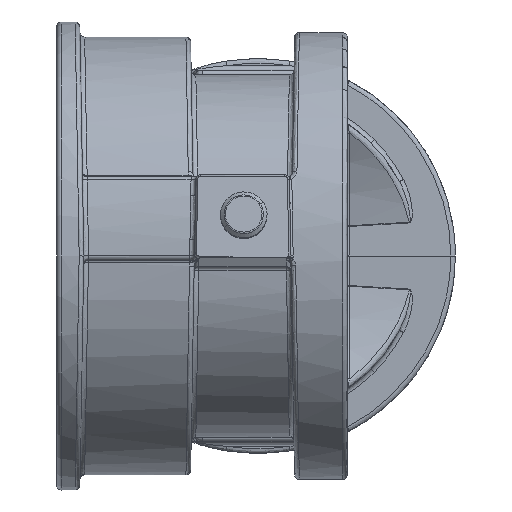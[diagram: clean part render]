
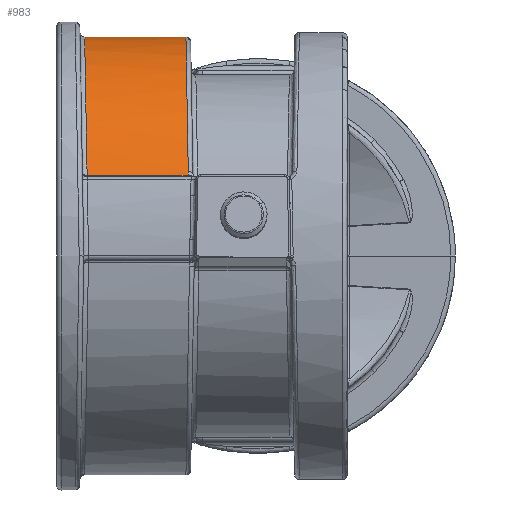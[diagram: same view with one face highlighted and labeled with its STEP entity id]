
A CAD part, left-side view. The second image highlights one B-rep face of the part: STEP entity #983.
In plain terms, the highlighted cylindrical face has radius 46.5 mm (diameter 93 mm), a partial arc.
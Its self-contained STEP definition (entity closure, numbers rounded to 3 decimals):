
#410 = CARTESIAN_POINT ( 'NONE',  ( 431.978, 14.802, 1026.647 ) ) ;
#574 = CARTESIAN_POINT ( 'NONE',  ( 433.069, 14.846, 1029.262 ) ) ;
#714 = CARTESIAN_POINT ( 'NONE',  ( 457.392, 15.236, 1052.099 ) ) ;
#731 = CARTESIAN_POINT ( 'NONE',  ( 459.326, 36.781, 1052.84 ) ) ;
#743 = CARTESIAN_POINT ( 'NONE',  ( 431.777, 25.5, 1026.148 ) ) ;
#798 = ORIENTED_EDGE ( 'NONE', *, *, #12445, .F. ) ;
#919 = VERTEX_POINT ( 'NONE', #4129 ) ;
#982 = CARTESIAN_POINT ( 'NONE',  ( 465.997, 36.814, 1054.677 ) ) ;
#983 = ADVANCED_FACE ( 'NONE', ( #8027 ), #3101, .T. ) ;
#1046 = CARTESIAN_POINT ( 'NONE',  ( 433.871, 36.389, 1030.833 ) ) ;
#1144 = CARTESIAN_POINT ( 'NONE',  ( 431.777, 36.306, 1026.148 ) ) ;
#1616 = DIRECTION ( 'NONE',  ( 0., -1., 0. ) ) ;
#2013 = CARTESIAN_POINT ( 'NONE',  ( 441.118, 15.045, 1040.928 ) ) ;
#2084 = CARTESIAN_POINT ( 'NONE',  ( 447.554, 15.141, 1046.54 ) ) ;
#2213 = CARTESIAN_POINT ( 'NONE',  ( 445.906, 15.12, 1045.289 ) ) ;
#2240 = B_SPLINE_CURVE_WITH_KNOTS ( 'NONE', 3,
 ( #18373, #15213, #410, #9454 ),
 .UNSPECIFIED., .F., .F.,
 ( 4, 4 ),
 ( 0., 1. ),
 .UNSPECIFIED. ) ;
#2306 = CARTESIAN_POINT ( 'NONE',  ( 470.501, 36.826, 1055.338 ) ) ;
#2360 = CARTESIAN_POINT ( 'NONE',  ( 452.922, 36.73, 1049.942 ) ) ;
#2681 = CARTESIAN_POINT ( 'NONE',  ( 440.752, 36.562, 1040.539 ) ) ;
#3101 = CYLINDRICAL_SURFACE ( 'NONE', #19143, 46.5 ) ;
#3681 = CARTESIAN_POINT ( 'NONE',  ( 448.984, 36.687, 1047.541 ) ) ;
#3799 = CARTESIAN_POINT ( 'NONE',  ( 448.852, 15.157, 1047.452 ) ) ;
#3886 = CARTESIAN_POINT ( 'NONE',  ( 449.744, 36.696, 1048.045 ) ) ;
#4129 = CARTESIAN_POINT ( 'NONE',  ( 475., 36.829, 1055.5 ) ) ;
#4594 = CARTESIAN_POINT ( 'NONE',  ( 475., 25.5, 1055.5 ) ) ;
#5118 = CARTESIAN_POINT ( 'NONE',  ( 449.126, 15.16, 1047.637 ) ) ;
#5164 = VERTEX_POINT ( 'NONE', #14901 ) ;
#5168 = VERTEX_POINT ( 'NONE', #16949 ) ;
#5184 = CARTESIAN_POINT ( 'NONE',  ( 448.488, 15.153, 1047.203 ) ) ;
#5203 = CARTESIAN_POINT ( 'NONE',  ( 448.892, 36.686, 1047.479 ) ) ;
#5252 = CARTESIAN_POINT ( 'NONE',  ( 445.091, 15.108, 1044.621 ) ) ;
#5394 = CARTESIAN_POINT ( 'NONE',  ( 448.93, 36.686, 1047.505 ) ) ;
#5442 = CARTESIAN_POINT ( 'NONE',  ( 470.581, 15.294, 1055.5 ) ) ;
#5655 = B_SPLINE_CURVE_WITH_KNOTS ( 'NONE', 3,
 ( #18407, #574, #18602, #14064, #11025, #2013, #15440, #5252, #2213, #15642, #2084, #8235, #5184, #3799, #12515, #5118, #15511, #17093, #9492, #15579, #8171, #9679, #714, #11155, #12655, #5442, #15841 ),
 .UNSPECIFIED., .F., .F.,
 ( 4, 2, 2, 2, 2, 2, 1, 1, 1, 1, 1, 2, 2, 2, 2, 4 ),
 ( 0., 0.125, 0.25, 0.375, 0.437, 0.469, 0.484, 0.492, 0.496, 0.498, 0.499, 0.5, 0.5, 0.625, 0.75, 1. ),
 .UNSPECIFIED. ) ;
#5713 = CARTESIAN_POINT ( 'NONE',  ( 436.399, 36.464, 1035.044 ) ) ;
#5769 = CARTESIAN_POINT ( 'NONE',  ( 475., 25.5, 1009. ) ) ;
#6701 = CARTESIAN_POINT ( 'NONE',  ( 445.543, 36.642, 1045.045 ) ) ;
#6824 = CARTESIAN_POINT ( 'NONE',  ( 451.383, 36.714, 1049.06 ) ) ;
#6890 = CARTESIAN_POINT ( 'NONE',  ( 450.119, 36.7, 1048.285 ) ) ;
#7015 = CARTESIAN_POINT ( 'NONE',  ( 437.793, 36.498, 1036.986 ) ) ;
#7515 = EDGE_CURVE ( 'NONE', #919, #16433, #18628, .T. ) ;
#8027 = FACE_OUTER_BOUND ( 'NONE', #9276, .T. ) ;
#8171 = CARTESIAN_POINT ( 'NONE',  ( 451.169, 15.183, 1048.998 ) ) ;
#8235 = CARTESIAN_POINT ( 'NONE',  ( 448.176, 15.149, 1046.984 ) ) ;
#9088 = EDGE_CURVE ( 'NONE', #5168, #11812, #2240, .T. ) ;
#9276 = EDGE_LOOP ( 'NONE', ( #798, #11995, #13475, #13137, #13996 ) ) ;
#9454 = CARTESIAN_POINT ( 'NONE',  ( 432.087, 14.806, 1026.909 ) ) ;
#9492 = CARTESIAN_POINT ( 'NONE',  ( 449.204, 15.161, 1047.689 ) ) ;
#9679 = CARTESIAN_POINT ( 'NONE',  ( 453.205, 15.203, 1050.141 ) ) ;
#9916 = VECTOR ( 'NONE', #1616, 1000. ) ;
#10066 = DIRECTION ( 'NONE',  ( 0., 0., 1. ) ) ;
#10071 = CARTESIAN_POINT ( 'NONE',  ( 431.777, 36.306, 1026.148 ) ) ;
#11025 = CARTESIAN_POINT ( 'NONE',  ( 438.16, 14.986, 1037.464 ) ) ;
#11155 = CARTESIAN_POINT ( 'NONE',  ( 459.544, 15.25, 1052.915 ) ) ;
#11365 = CARTESIAN_POINT ( 'NONE',  ( 457.146, 36.766, 1052. ) ) ;
#11812 = VERTEX_POINT ( 'NONE', #14926 ) ;
#11995 = ORIENTED_EDGE ( 'NONE', *, *, #7515, .T. ) ;
#12445 = EDGE_CURVE ( 'NONE', #919, #5164, #13822, .T. ) ;
#12515 = CARTESIAN_POINT ( 'NONE',  ( 449.035, 15.159, 1047.575 ) ) ;
#12541 = DIRECTION ( 'NONE',  ( 0., -1., 0. ) ) ;
#12580 = EDGE_CURVE ( 'NONE', #11812, #5164, #5655, .T. ) ;
#12605 = CARTESIAN_POINT ( 'NONE',  ( 450.874, 36.709, 1048.756 ) ) ;
#12655 = CARTESIAN_POINT ( 'NONE',  ( 466.092, 15.283, 1054.865 ) ) ;
#12855 = CARTESIAN_POINT ( 'NONE',  ( 463.752, 36.805, 1054.178 ) ) ;
#13137 = ORIENTED_EDGE ( 'NONE', *, *, #9088, .T. ) ;
#13475 = ORIENTED_EDGE ( 'NONE', *, *, #16604, .T. ) ;
#13822 = LINE ( 'NONE', #4594, #9916 ) ;
#13996 = ORIENTED_EDGE ( 'NONE', *, *, #12580, .T. ) ;
#14064 = CARTESIAN_POINT ( 'NONE',  ( 436.763, 14.954, 1035.571 ) ) ;
#14083 = CARTESIAN_POINT ( 'NONE',  ( 448.907, 36.686, 1047.489 ) ) ;
#14273 = CARTESIAN_POINT ( 'NONE',  ( 449.309, 36.691, 1047.759 ) ) ;
#14342 = CARTESIAN_POINT ( 'NONE',  ( 453.967, 36.739, 1050.488 ) ) ;
#14404 = CARTESIAN_POINT ( 'NONE',  ( 442.318, 36.59, 1042.148 ) ) ;
#14901 = CARTESIAN_POINT ( 'NONE',  ( 475., 15.294, 1055.5 ) ) ;
#14926 = CARTESIAN_POINT ( 'NONE',  ( 432.087, 14.806, 1026.909 ) ) ;
#15213 = CARTESIAN_POINT ( 'NONE',  ( 431.872, 14.742, 1026.388 ) ) ;
#15440 = CARTESIAN_POINT ( 'NONE',  ( 442.679, 15.072, 1042.499 ) ) ;
#15511 = CARTESIAN_POINT ( 'NONE',  ( 449.172, 15.161, 1047.667 ) ) ;
#15579 = CARTESIAN_POINT ( 'NONE',  ( 449.21, 15.161, 1047.692 ) ) ;
#15598 = CARTESIAN_POINT ( 'NONE',  ( 447.203, 36.665, 1046.332 ) ) ;
#15642 = CARTESIAN_POINT ( 'NONE',  ( 447.141, 15.136, 1046.234 ) ) ;
#15793 = CARTESIAN_POINT ( 'NONE',  ( 448.883, 36.686, 1047.473 ) ) ;
#15841 = CARTESIAN_POINT ( 'NONE',  ( 475., 15.294, 1055.5 ) ) ;
#16433 = VERTEX_POINT ( 'NONE', #1144 ) ;
#16604 = EDGE_CURVE ( 'NONE', #16433, #5168, #16607, .T. ) ;
#16607 = LINE ( 'NONE', #743, #18988 ) ;
#16949 = CARTESIAN_POINT ( 'NONE',  ( 431.777, 14.631, 1026.148 ) ) ;
#17093 = CARTESIAN_POINT ( 'NONE',  ( 449.191, 15.161, 1047.68 ) ) ;
#17244 = CARTESIAN_POINT ( 'NONE',  ( 449.092, 36.688, 1047.614 ) ) ;
#17628 = CARTESIAN_POINT ( 'NONE',  ( 432.736, 36.349, 1028.565 ) ) ;
#18373 = CARTESIAN_POINT ( 'NONE',  ( 431.777, 14.631, 1026.148 ) ) ;
#18407 = CARTESIAN_POINT ( 'NONE',  ( 432.087, 14.806, 1026.909 ) ) ;
#18602 = CARTESIAN_POINT ( 'NONE',  ( 434.218, 14.884, 1031.47 ) ) ;
#18621 = CARTESIAN_POINT ( 'NONE',  ( 472.759, 36.829, 1055.5 ) ) ;
#18628 = B_SPLINE_CURVE_WITH_KNOTS ( 'NONE', 3,
 ( #18688, #18621, #2306, #982, #12855, #731, #11365, #14342, #2360, #6824, #12605, #6890, #3886, #14273, #17244, #3681, #5394, #14083, #5203, #15793, #15598, #6701, #14404, #2681, #7015, #5713, #1046, #17628, #10071 ),
 .UNSPECIFIED., .F., .F.,
 ( 4, 2, 2, 2, 2, 2, 1, 1, 1, 1, 1, 2, 2, 2, 2, 2, 4 ),
 ( 0., 0.125, 0.25, 0.375, 0.438, 0.469, 0.484, 0.492, 0.496, 0.498, 0.499, 0.5, 0.5, 0.625, 0.75, 0.875, 1. ),
 .UNSPECIFIED. ) ;
#18688 = CARTESIAN_POINT ( 'NONE',  ( 475., 36.829, 1055.5 ) ) ;
#18988 = VECTOR ( 'NONE', #12541, 1000. ) ;
#18991 = DIRECTION ( 'NONE',  ( 0., -1., 0. ) ) ;
#19143 = AXIS2_PLACEMENT_3D ( 'NONE', #5769, #18991, #10066 ) ;
